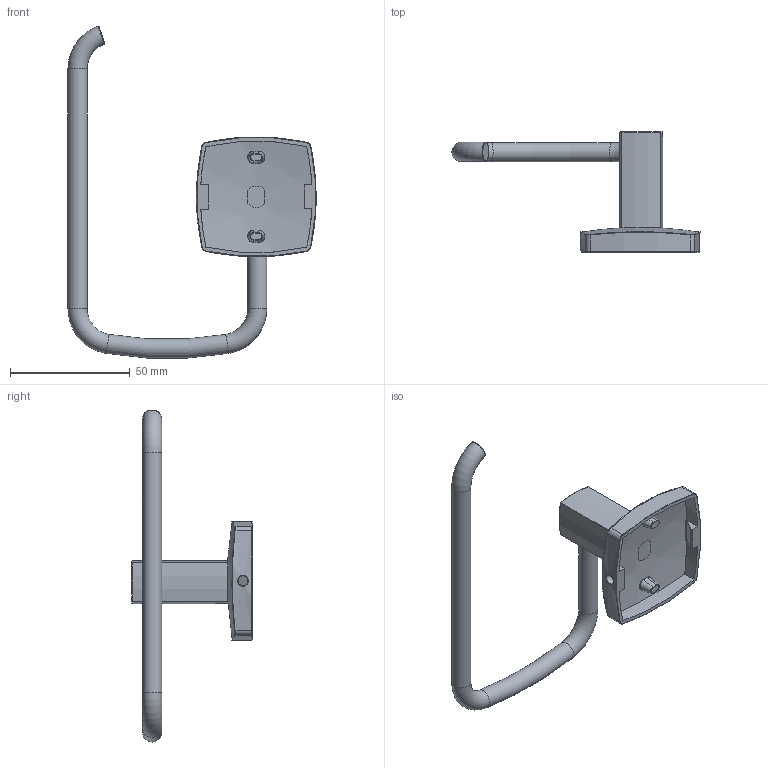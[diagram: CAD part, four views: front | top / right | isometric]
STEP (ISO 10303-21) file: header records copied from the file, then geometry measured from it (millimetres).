
FILE_DESCRIPTION(/* description */ (''),/* implementation_level */ '2;1');
FILE_NAME(/* name */ 'VY3 3D.stp',/* time_stamp */ '2021-03-15T14:27:44-04:00',/* author */ ('fbrousse'),/* organization */ (''),/* preprocessor_version */ 'ST-DEVELOPER v17',/* originating_system */ 'Autodesk Inventor 2018',/* authorisation */ '');
FILE_SCHEMA (('CONFIG_CONTROL_DESIGN'));
Length unit declared in the file: millimetre
Products named in the file (4): VY39-ACC; 028-269; 042-207; 042-265
Assembly tree (3 placements, depth 2):
  VY39-ACC
    028-269
    042-207
    042-265
Bounding box: 103.54 x 50.14 x 138.54 mm (x, y, z)
Volume: 30764 mm3; surface area: 18195.7 mm2
Topology: 3 solids, 3 shells, 110 faces, 246 edges, 148 vertices
Faces by surface type: cylinder 31, torus 24, bspline 22, plane 19, sphere 10, cone 4
Full cylindrical faces by diameter (mm): 4.2 x2, 8 x2, 10 x1
Entity records: 9764 total; most frequent: CARTESIAN_POINT 7228, DIRECTION 523, ORIENTED_EDGE 492, EDGE_CURVE 246, AXIS2_PLACEMENT_3D 231, VERTEX_POINT 148, CIRCLE 136, EDGE_LOOP 120
